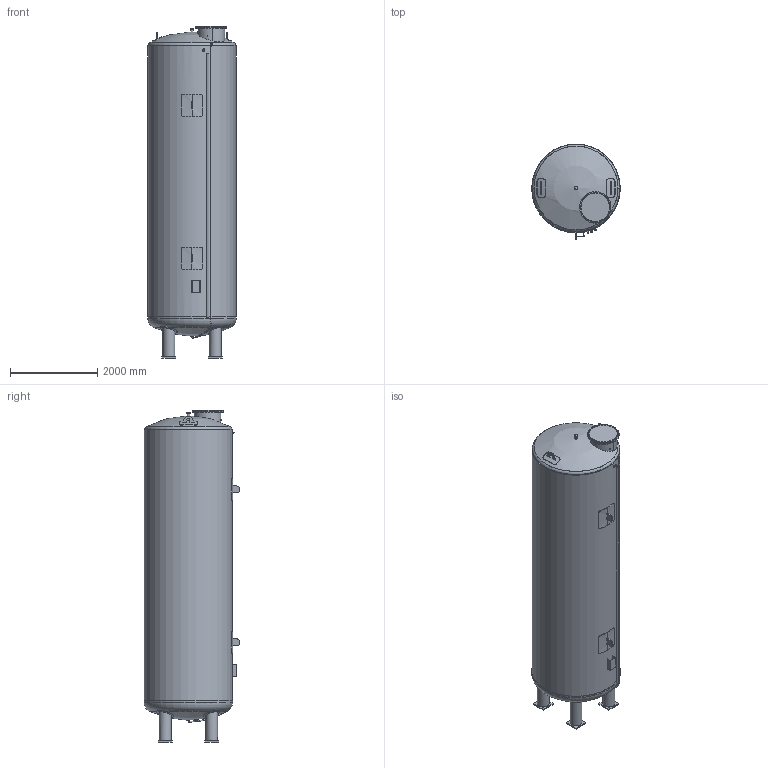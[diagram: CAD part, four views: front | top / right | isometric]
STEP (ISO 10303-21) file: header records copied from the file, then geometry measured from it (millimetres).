
FILE_DESCRIPTION((''),'2;1');
FILE_NAME('Z-38_12-260_Behälter_ø2000_020m³_Dichte=1,0.stp','2014-02-18T15:38:05',('yh'),(''),'Autodesk Inventor 2012','Autodesk Inventor 2012','');
FILE_SCHEMA(('AUTOMOTIVE_DESIGN { 1 0 10303 214 1 1 1 1 }'));
Length unit declared in the file: millimetre
Products named in the file (1): Z-38_12-260_Behälter_ø2000_020m³_Dichte=1,0
Bounding box: 2030 x 2195 x 7599.18 mm (x, y, z)
Volume: 20867558472.9 mm3; surface area: 62802159.2 mm2
Topology: 10 solids, 14 shells, 1204 faces, 2784 edges, 1762 vertices
Faces by surface type: plane 718, cone 298, cylinder 158, torus 16, sphere 14
Full cylindrical faces by diameter (mm): 14 x1, 16 x64, 21.3 x3, 22.5 x32, 33.7 x1, 39.5 x1, 48.3 x1, 60.3 x2, 66.3 x1, 82.3 x1, 257 x4, 273 x4, 400 x4, 598 x1, 610 x2, 660 x1, 720 x2, 1988 x1, 2000 x1, 2016 x1, 2030 x1
Entity records: 34451 total; most frequent: CARTESIAN_POINT 9022, ORIENTED_EDGE 4994, DIRECTION 4686, EDGE_CURVE 2497, AXIS2_PLACEMENT_3D 1857, VERTEX_POINT 1705, EDGE_LOOP 1670, FACE_OUTER_BOUND 1204
